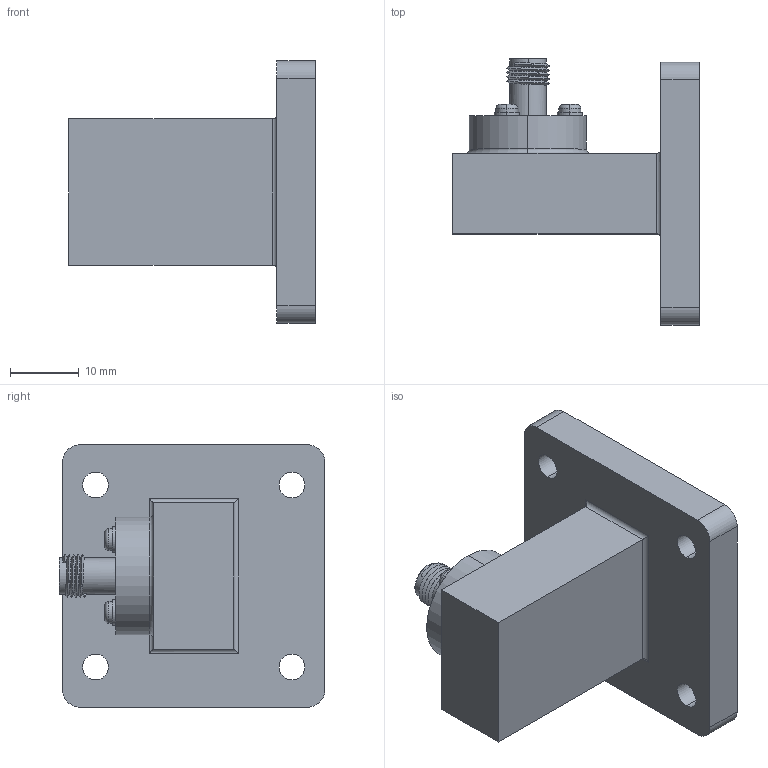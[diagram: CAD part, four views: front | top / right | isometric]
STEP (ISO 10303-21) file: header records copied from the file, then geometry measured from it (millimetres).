
FILE_DESCRIPTION (( 'STEP AP214' ), '1' );
FILE_NAME ('WC-7R-H2.STEP', '2024-05-21T22:39:36', ( '' ), ( '' ), 'SwSTEP 2.0', 'SolidWorks 2021', '' );
FILE_SCHEMA (( 'AUTOMOTIVE_DESIGN' ));
Length unit declared in the file: inch
Products named in the file (1): WC-7R-H2
Bounding box: 35.81 x 38.61 x 38.1 mm (x, y, z)
Volume: 16720.8 mm3; surface area: 6453.5 mm2
Topology: 1 solids, 1 shells, 173 faces, 465 edges, 306 vertices
Faces by surface type: cylinder 87, plane 76, torus 8, bspline 2
Entity records: 8421 total; most frequent: CARTESIAN_POINT 1883, ORIENTED_EDGE 930, DIRECTION 860, EDGE_CURVE 465, AXIS2_PLACEMENT_3D 318, VERTEX_POINT 306, VECTOR 224, LINE 224
